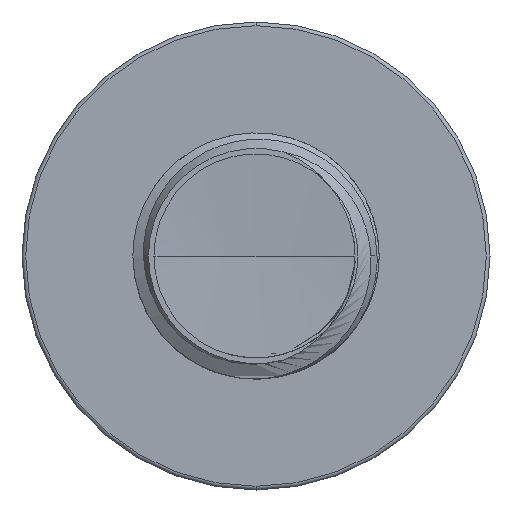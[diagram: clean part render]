
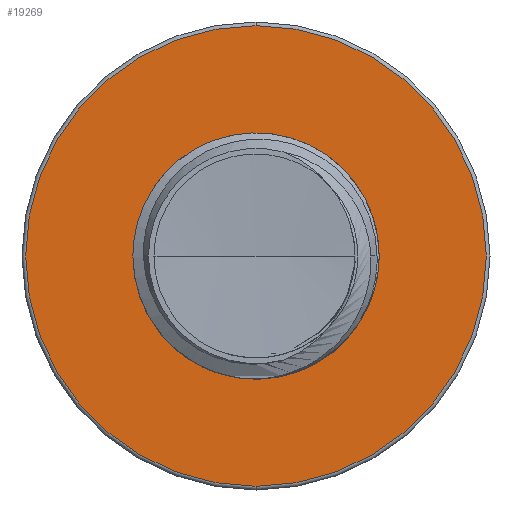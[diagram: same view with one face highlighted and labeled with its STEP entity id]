
A CAD part, front view. The second image highlights one B-rep face of the part: STEP entity #19269.
In plain terms, the highlighted planar face has unit normal (0, -1, 0).
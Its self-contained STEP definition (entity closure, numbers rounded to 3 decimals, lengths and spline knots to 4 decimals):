
#237 = CIRCLE ( 'NONE', #29561, 4.675 ) ;
#878 = CARTESIAN_POINT ( 'NONE',  ( 0., 15., 0. ) ) ;
#2329 = VERTEX_POINT ( 'NONE', #8668 ) ;
#3658 = DIRECTION ( 'NONE',  ( 0., 0., -1. ) ) ;
#3938 = AXIS2_PLACEMENT_3D ( 'NONE', #21853, #23202, #23538 ) ;
#5852 = CARTESIAN_POINT ( 'NONE',  ( 0., 15., 2.4379 ) ) ;
#6321 = EDGE_CURVE ( 'NONE', #2329, #32006, #35512, .T. ) ;
#7127 = DIRECTION ( 'NONE',  ( 0., -1., 0. ) ) ;
#8668 = CARTESIAN_POINT ( 'NONE',  ( 0., 15., -2.4379 ) ) ;
#10121 = CARTESIAN_POINT ( 'NONE',  ( 0., 15., -4.675 ) ) ;
#11525 = ORIENTED_EDGE ( 'NONE', *, *, #6321, .F. ) ;
#14517 = DIRECTION ( 'NONE',  ( 0., -1., 0. ) ) ;
#15295 = VERTEX_POINT ( 'NONE', #10121 ) ;
#15466 = AXIS2_PLACEMENT_3D ( 'NONE', #31874, #14517, #34064 ) ;
#17792 = ORIENTED_EDGE ( 'NONE', *, *, #31096, .T. ) ;
#18681 = DIRECTION ( 'NONE',  ( 0., 0., -1. ) ) ;
#18712 = DIRECTION ( 'NONE',  ( 0., -1., 0. ) ) ;
#18758 = CARTESIAN_POINT ( 'NONE',  ( 0., 15., 0. ) ) ;
#19269 = ADVANCED_FACE ( 'NONE', ( #21914, #27819 ), #35479, .T. ) ;
#20541 = EDGE_LOOP ( 'NONE', ( #11525, #28903 ) ) ;
#20778 = CIRCLE ( 'NONE', #15466, 4.675 ) ;
#21853 = CARTESIAN_POINT ( 'NONE',  ( 0., 15., 2.4379 ) ) ;
#21868 = DIRECTION ( 'NONE',  ( 0., -1., 0. ) ) ;
#21914 = FACE_OUTER_BOUND ( 'NONE', #30047, .T. ) ;
#23202 = DIRECTION ( 'NONE',  ( 0., -1., 0. ) ) ;
#23538 = DIRECTION ( 'NONE',  ( 0., 0., -1. ) ) ;
#23734 = AXIS2_PLACEMENT_3D ( 'NONE', #18758, #18712, #18681 ) ;
#24301 = ORIENTED_EDGE ( 'NONE', *, *, #33774, .T. ) ;
#25186 = CARTESIAN_POINT ( 'NONE',  ( 0., 15., 0. ) ) ;
#27688 = AXIS2_PLACEMENT_3D ( 'NONE', #878, #21868, #3658 ) ;
#27819 = FACE_BOUND ( 'NONE', #20541, .T. ) ;
#28088 = DIRECTION ( 'NONE',  ( 0., 0., -1. ) ) ;
#28903 = ORIENTED_EDGE ( 'NONE', *, *, #30661, .F. ) ;
#29561 = AXIS2_PLACEMENT_3D ( 'NONE', #25186, #7127, #28088 ) ;
#30047 = EDGE_LOOP ( 'NONE', ( #17792, #24301 ) ) ;
#30661 = EDGE_CURVE ( 'NONE', #32006, #2329, #31470, .T. ) ;
#30720 = CARTESIAN_POINT ( 'NONE',  ( 0., 15., 4.675 ) ) ;
#31096 = EDGE_CURVE ( 'NONE', #15295, #35678, #237, .T. ) ;
#31470 = CIRCLE ( 'NONE', #27688, 2.4379 ) ;
#31874 = CARTESIAN_POINT ( 'NONE',  ( 0., 15., 0. ) ) ;
#32006 = VERTEX_POINT ( 'NONE', #5852 ) ;
#33774 = EDGE_CURVE ( 'NONE', #35678, #15295, #20778, .T. ) ;
#34064 = DIRECTION ( 'NONE',  ( 0., 0., -1. ) ) ;
#35479 = PLANE ( 'NONE',  #3938 ) ;
#35512 = CIRCLE ( 'NONE', #23734, 2.4379 ) ;
#35678 = VERTEX_POINT ( 'NONE', #30720 ) ;
